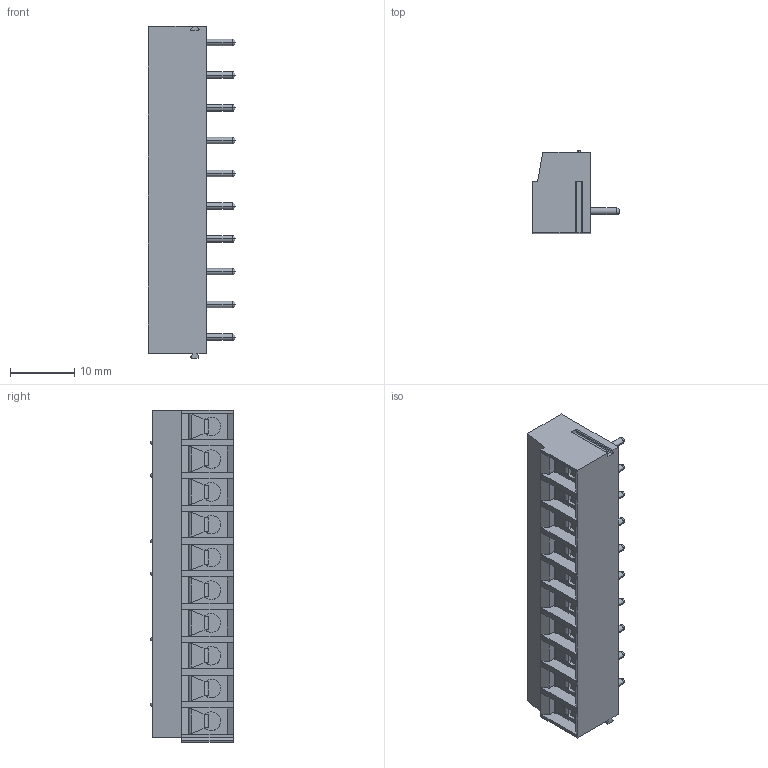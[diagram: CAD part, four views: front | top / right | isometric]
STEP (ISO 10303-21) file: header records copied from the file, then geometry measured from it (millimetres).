
FILE_DESCRIPTION((''),'2;1');
FILE_NAME('PRT0053','2024-12-10T',('yanfa'),(''),'PRO/ENGINEER BY PARAMETRIC TECHNOLOGY CORPORATION, 2009280','PRO/ENGINEER BY PARAMETRIC TECHNOLOGY CORPORATION, 2009280','');
FILE_SCHEMA(('AUTOMOTIVE_DESIGN_CC2 { 1 2 10303 214 -1 1 5 2 }'));
Length unit declared in the file: millimetre
Products named in the file (1): PRT0053
Bounding box: 13.5 x 12.8 x 51.49 mm (x, y, z)
Volume: 4626.8 mm3; surface area: 3778.2 mm2
Topology: 1 solids, 1 shells, 584 faces, 1536 edges, 968 vertices
Faces by surface type: plane 306, cylinder 186, cone 40, sphere 32, torus 20
Entity records: 18002 total; most frequent: CARTESIAN_POINT 3646, ORIENTED_EDGE 3008, DIRECTION 2958, EDGE_CURVE 1504, AXIS2_PLACEMENT_3D 1040, VERTEX_POINT 968, VECTOR 878, LINE 878
